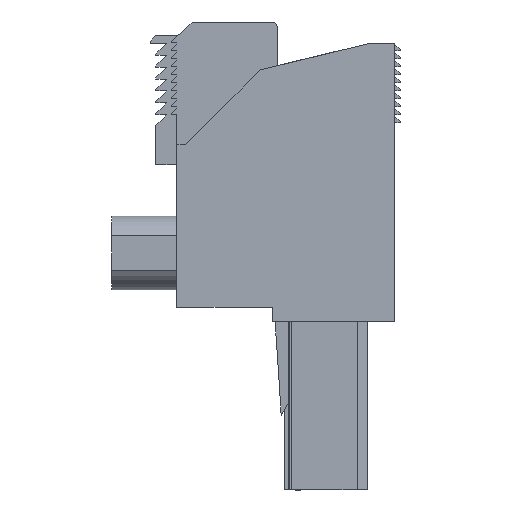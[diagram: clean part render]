
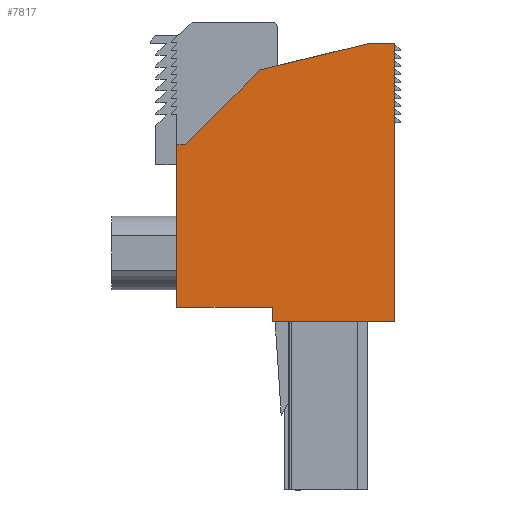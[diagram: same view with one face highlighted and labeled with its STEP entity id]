
A CAD part, left-side view. The second image highlights one B-rep face of the part: STEP entity #7817.
In plain terms, the highlighted planar face has unit normal (-1, 0, 0).
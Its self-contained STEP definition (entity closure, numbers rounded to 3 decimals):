
#7757=AXIS2_PLACEMENT_3D('Plane Axis2P3D',#7754,#7755,#7756) ;
#6767=CARTESIAN_POINT('Vertex',(0.,0.5,15.5)) ;
#6770=CARTESIAN_POINT('Line Origine',(0.,6.15,15.5)) ;
#6774=CARTESIAN_POINT('Vertex',(0.,11.8,15.5)) ;
#7398=CARTESIAN_POINT('Vertex',(0.,0.5,41.15)) ;
#7401=CARTESIAN_POINT('Line Origine',(0.,0.5,28.325)) ;
#7754=CARTESIAN_POINT('Axis2P3D Location',(0.,0.,0.)) ;
#7759=CARTESIAN_POINT('Line Origine',(0.,1.725,41.15)) ;
#7763=CARTESIAN_POINT('Vertex',(0.,2.95,41.15)) ;
#7766=CARTESIAN_POINT('Line Origine',(0.,7.93,39.945)) ;
#7770=CARTESIAN_POINT('Vertex',(0.,12.909,38.741)) ;
#7773=CARTESIAN_POINT('Line Origine',(0.,16.355,35.295)) ;
#7777=CARTESIAN_POINT('Vertex',(0.,19.8,31.85)) ;
#7780=CARTESIAN_POINT('Line Origine',(0.,20.2,31.85)) ;
#7784=CARTESIAN_POINT('Vertex',(0.,20.6,31.85)) ;
#7787=CARTESIAN_POINT('Line Origine',(0.,20.6,24.35)) ;
#7791=CARTESIAN_POINT('Vertex',(0.,20.6,16.85)) ;
#7794=CARTESIAN_POINT('Line Origine',(0.,16.2,16.85)) ;
#7798=CARTESIAN_POINT('Vertex',(0.,11.8,16.85)) ;
#7801=CARTESIAN_POINT('Line Origine',(0.,11.8,16.175)) ;
#6771=DIRECTION('Vector Direction',(0.,-1.,0.)) ;
#7402=DIRECTION('Vector Direction',(0.,0.,1.)) ;
#7755=DIRECTION('Axis2P3D Direction',(-1.,0.,0.)) ;
#7756=DIRECTION('Axis2P3D XDirection',(0.,0.,1.)) ;
#7760=DIRECTION('Vector Direction',(0.,1.,0.)) ;
#7767=DIRECTION('Vector Direction',(0.,0.972,-0.235)) ;
#7774=DIRECTION('Vector Direction',(0.,0.707,-0.707)) ;
#7781=DIRECTION('Vector Direction',(0.,1.,0.)) ;
#7788=DIRECTION('Vector Direction',(0.,0.,-1.)) ;
#7795=DIRECTION('Vector Direction',(0.,-1.,0.)) ;
#7802=DIRECTION('Vector Direction',(0.,0.,-1.)) ;
#6772=VECTOR('Line Direction',#6771,1.) ;
#7403=VECTOR('Line Direction',#7402,1.) ;
#7761=VECTOR('Line Direction',#7760,1.) ;
#7768=VECTOR('Line Direction',#7767,1.) ;
#7775=VECTOR('Line Direction',#7774,1.) ;
#7782=VECTOR('Line Direction',#7781,1.) ;
#7789=VECTOR('Line Direction',#7788,1.) ;
#7796=VECTOR('Line Direction',#7795,1.) ;
#7803=VECTOR('Line Direction',#7802,1.) ;
#7807=ORIENTED_EDGE('',*,*,#7405,.T.) ;
#7808=ORIENTED_EDGE('',*,*,#7765,.T.) ;
#7809=ORIENTED_EDGE('',*,*,#7772,.T.) ;
#7810=ORIENTED_EDGE('',*,*,#7779,.T.) ;
#7811=ORIENTED_EDGE('',*,*,#7786,.T.) ;
#7812=ORIENTED_EDGE('',*,*,#7793,.T.) ;
#7813=ORIENTED_EDGE('',*,*,#7800,.T.) ;
#7814=ORIENTED_EDGE('',*,*,#7805,.T.) ;
#7815=ORIENTED_EDGE('',*,*,#6776,.T.) ;
#7817=ADVANCED_FACE('BODY',(#7816),#7758,.T.) ;
#6776=EDGE_CURVE('',#6775,#6768,#6773,.T.) ;
#7405=EDGE_CURVE('',#6768,#7399,#7404,.T.) ;
#7765=EDGE_CURVE('',#7399,#7764,#7762,.T.) ;
#7772=EDGE_CURVE('',#7764,#7771,#7769,.T.) ;
#7779=EDGE_CURVE('',#7771,#7778,#7776,.T.) ;
#7786=EDGE_CURVE('',#7778,#7785,#7783,.T.) ;
#7793=EDGE_CURVE('',#7785,#7792,#7790,.T.) ;
#7800=EDGE_CURVE('',#7792,#7799,#7797,.T.) ;
#7805=EDGE_CURVE('',#7799,#6775,#7804,.T.) ;
#7806=EDGE_LOOP('',(#7807,#7808,#7809,#7810,#7811,#7812,#7813,#7814,#7815)) ;
#7816=FACE_OUTER_BOUND('',#7806,.T.) ;
#6773=LINE('Line',#6770,#6772) ;
#7404=LINE('Line',#7401,#7403) ;
#7762=LINE('Line',#7759,#7761) ;
#7769=LINE('Line',#7766,#7768) ;
#7776=LINE('Line',#7773,#7775) ;
#7783=LINE('Line',#7780,#7782) ;
#7790=LINE('Line',#7787,#7789) ;
#7797=LINE('Line',#7794,#7796) ;
#7804=LINE('Line',#7801,#7803) ;
#7758=PLANE('',#7757) ;
#6768=VERTEX_POINT('',#6767) ;
#6775=VERTEX_POINT('',#6774) ;
#7399=VERTEX_POINT('',#7398) ;
#7764=VERTEX_POINT('',#7763) ;
#7771=VERTEX_POINT('',#7770) ;
#7778=VERTEX_POINT('',#7777) ;
#7785=VERTEX_POINT('',#7784) ;
#7792=VERTEX_POINT('',#7791) ;
#7799=VERTEX_POINT('',#7798) ;
